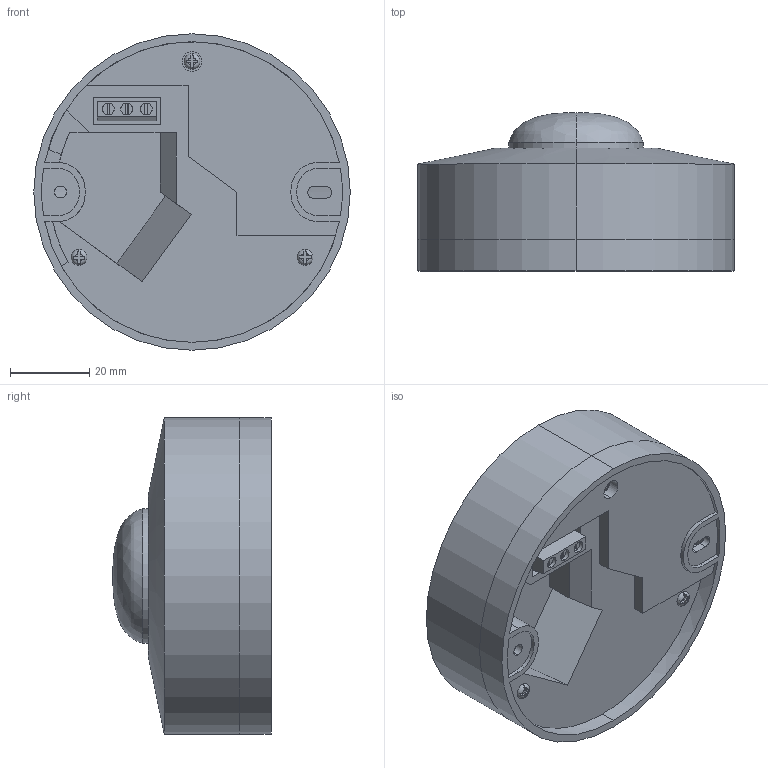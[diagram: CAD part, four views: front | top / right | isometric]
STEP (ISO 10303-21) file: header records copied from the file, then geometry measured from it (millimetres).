
FILE_DESCRIPTION (( 'STEP AP214' ), '1' );
FILE_NAME ('LDD11-025-1200-001 Äàò÷èê äâèæåíèÿ ÄÄ 025 áåëûé, 1200Âò, 360 ãð.,6Ì,IP20,IEK.STEP', '2017-09-04T07:50:43', ( '' ), ( '' ), 'SwSTEP 2.0', 'SolidWorks 2014', '' );
FILE_SCHEMA (( 'AUTOMOTIVE_DESIGN' ));
Length unit declared in the file: millimetre
Products named in the file (1): LDD11-025-1200-001 Äàò÷èê äâèæåíèÿ ÄÄ 025 áåëûé, 1200Âò, 360 ãð.,6Ì,IP20,IEK
Bounding box: 80 x 40.01 x 80 mm (x, y, z)
Volume: 127447.9 mm3; surface area: 38500.6 mm2
Topology: 2 solids, 2 shells, 238 faces, 649 edges, 420 vertices
Faces by surface type: plane 169, cylinder 50, cone 10, torus 6, bspline 3
Entity records: 7755 total; most frequent: CARTESIAN_POINT 1649, ORIENTED_EDGE 1294, DIRECTION 1224, EDGE_CURVE 647, LINE 438, VECTOR 438, VERTEX_POINT 420, AXIS2_PLACEMENT_3D 393
